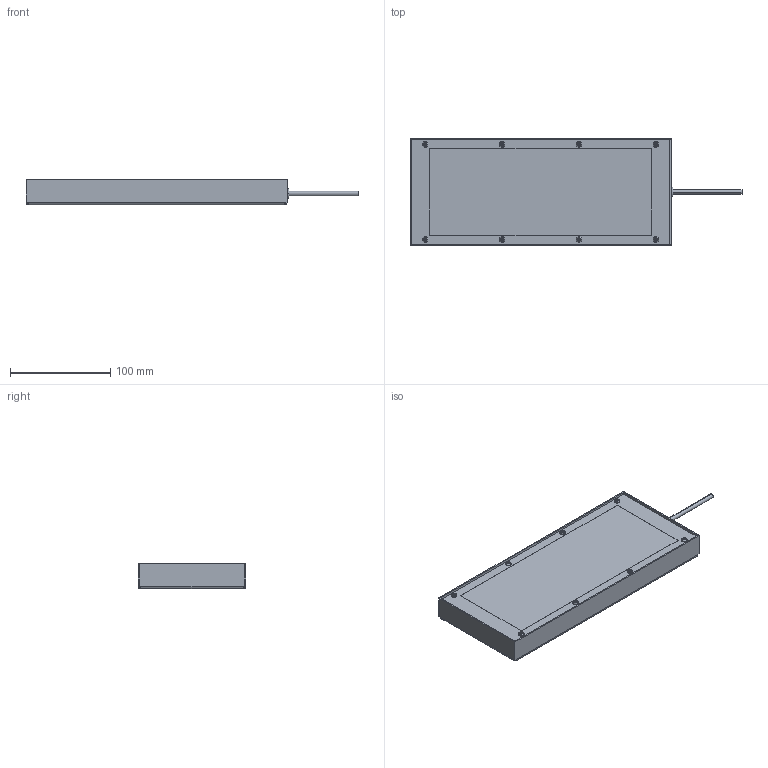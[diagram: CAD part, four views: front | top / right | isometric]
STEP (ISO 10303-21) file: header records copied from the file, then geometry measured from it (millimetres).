
FILE_DESCRIPTION((''),'2;1');
FILE_NAME('160700_SW','2011-10-12T',('banengservice'),('BANNER ENGINEERING'),'PRO/ENGINEER BY PARAMETRIC TECHNOLOGY CORPORATION, 2009141','PRO/ENGINEER BY PARAMETRIC TECHNOLOGY CORPORATION, 2009141','');
FILE_SCHEMA(('CONFIG_CONTROL_DESIGN'));
Products named in the file (1): 160700_SW
Bounding box: 331.5 x 107.59 x 25.27 mm (x, y, z)
Volume: 95901 mm3; surface area: 150323.9 mm2
Topology: 3 solids, 3 shells, 879 faces, 2204 edges, 1420 vertices
Faces by surface type: cylinder 444, plane 247, bspline 112, cone 56, torus 20
Entity records: 87894 total; most frequent: CARTESIAN_POINT 68295, ORIENTED_EDGE 4408, DIRECTION 3426, EDGE_CURVE 2204, VERTEX_POINT 1420, AXIS2_PLACEMENT_3D 1223, VECTOR 980, LINE 980
